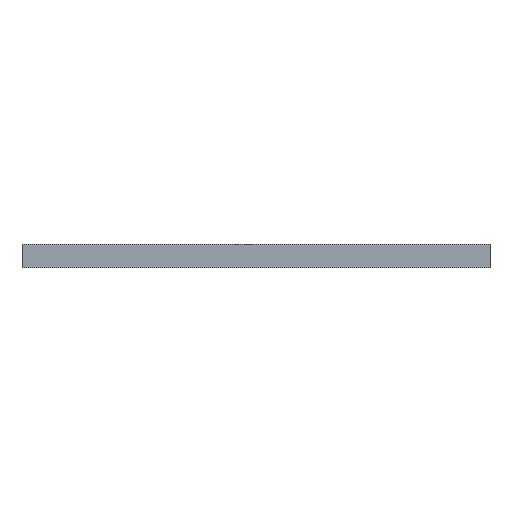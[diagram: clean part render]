
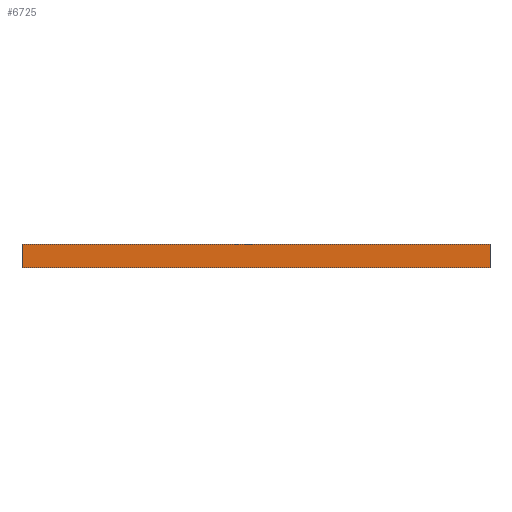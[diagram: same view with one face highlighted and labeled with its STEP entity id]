
A CAD part, front view. The second image highlights one B-rep face of the part: STEP entity #6725.
In plain terms, the highlighted planar face has unit normal (0, -1, 0).
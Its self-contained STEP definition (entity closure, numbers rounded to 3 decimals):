
#705=PLANE('',#7067);
#1096=FACE_OUTER_BOUND('',#1493,.T.);
#1493=EDGE_LOOP('',(#6341,#6342,#6343,#6344));
#2149=LINE('',#12002,#2796);
#2156=LINE('',#12021,#2803);
#2157=LINE('',#12024,#2804);
#2158=LINE('',#12025,#2805);
#2796=VECTOR('',#8341,10.);
#2803=VECTOR('',#8364,10.);
#2804=VECTOR('',#8367,10.);
#2805=VECTOR('',#8368,10.);
#3446=VERTEX_POINT('',#11999);
#3447=VERTEX_POINT('',#12001);
#3451=VERTEX_POINT('',#12019);
#3452=VERTEX_POINT('',#12023);
#4411=EDGE_CURVE('',#3446,#3447,#2149,.T.);
#4418=EDGE_CURVE('',#3451,#3447,#2156,.T.);
#4419=EDGE_CURVE('',#3452,#3451,#2157,.T.);
#4420=EDGE_CURVE('',#3452,#3446,#2158,.T.);
#6341=ORIENTED_EDGE('',*,*,#4419,.T.);
#6342=ORIENTED_EDGE('',*,*,#4418,.T.);
#6343=ORIENTED_EDGE('',*,*,#4411,.F.);
#6344=ORIENTED_EDGE('',*,*,#4420,.F.);
#6725=ADVANCED_FACE('',(#1096),#705,.T.);
#7067=AXIS2_PLACEMENT_3D('',#12022,#8365,#8366);
#8341=DIRECTION('',(1.,0.,0.));
#8364=DIRECTION('',(0.,0.,1.));
#8365=DIRECTION('center_axis',(0.,-1.,0.));
#8366=DIRECTION('ref_axis',(1.,0.,0.));
#8367=DIRECTION('',(1.,0.,0.));
#8368=DIRECTION('',(0.,0.,1.));
#11999=CARTESIAN_POINT('',(0.,0.,0.5));
#12001=CARTESIAN_POINT('',(10.,0.,0.5));
#12002=CARTESIAN_POINT('',(0.,0.,0.5));
#12019=CARTESIAN_POINT('',(10.,0.,0.));
#12021=CARTESIAN_POINT('',(10.,0.,0.));
#12022=CARTESIAN_POINT('Origin',(0.,0.,0.));
#12023=CARTESIAN_POINT('',(0.,0.,0.));
#12024=CARTESIAN_POINT('',(0.,0.,0.));
#12025=CARTESIAN_POINT('',(0.,0.,0.));
